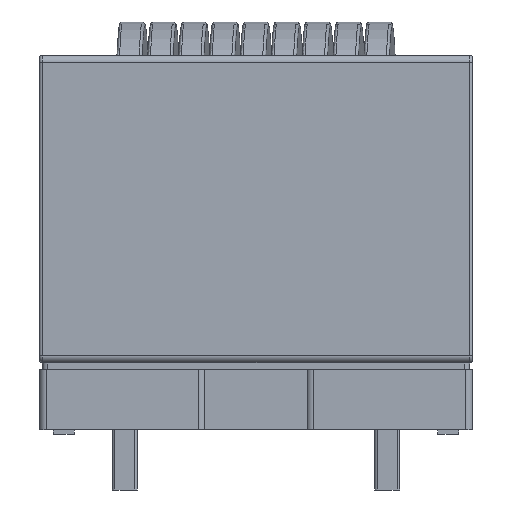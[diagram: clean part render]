
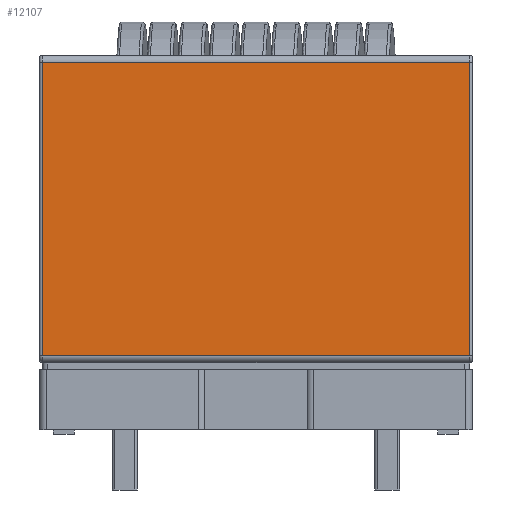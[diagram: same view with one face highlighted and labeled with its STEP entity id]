
A CAD part, left-side view. The second image highlights one B-rep face of the part: STEP entity #12107.
In plain terms, the highlighted planar face has unit normal (-1, 0, 0).
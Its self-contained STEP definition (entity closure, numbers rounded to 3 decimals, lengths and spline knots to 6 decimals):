
#1232=LINE('',#34176,#1967);
#1235=LINE('',#34184,#1970);
#1247=LINE('',#34210,#1982);
#1251=LINE('',#34238,#1986);
#1967=VECTOR('',#13716,1.);
#1970=VECTOR('',#13725,1.);
#1982=VECTOR('',#13749,1.);
#1986=VECTOR('',#13781,1.);
#3422=ORIENTED_EDGE('',*,*,#5523,.F.);
#3423=ORIENTED_EDGE('',*,*,#5505,.T.);
#3424=ORIENTED_EDGE('',*,*,#5509,.T.);
#3425=ORIENTED_EDGE('',*,*,#5535,.T.);
#5505=EDGE_CURVE('',#6579,#6580,#1232,.T.);
#5509=EDGE_CURVE('',#6580,#6584,#1235,.T.);
#5523=EDGE_CURVE('',#6579,#6592,#1247,.T.);
#5535=EDGE_CURVE('',#6584,#6592,#1251,.T.);
#6579=VERTEX_POINT('',#34165);
#6580=VERTEX_POINT('',#34170);
#6584=VERTEX_POINT('',#34185);
#6592=VERTEX_POINT('',#34211);
#7420=EDGE_LOOP('',(#3422,#3423,#3424,#3425));
#7967=FACE_BOUND('',#7420,.T.);
#8381=PLANE('',#12693);
#12107=ADVANCED_FACE('',(#7967),#8381,.T.);
#12693=AXIS2_PLACEMENT_3D('',#34237,#13779,#13780);
#13716=DIRECTION('',(0.,0.,-1.));
#13725=DIRECTION('',(0.,-1.,0.));
#13749=DIRECTION('',(0.,-1.,0.));
#13779=DIRECTION('',(-1.,0.,0.));
#13780=DIRECTION('',(0.,0.,1.));
#13781=DIRECTION('',(0.,0.,1.));
#34165=CARTESIAN_POINT('',(-0.0161,0.0153,0.02415));
#34170=CARTESIAN_POINT('',(-0.0161,0.0153,0.00315));
#34176=CARTESIAN_POINT('',(-0.0161,0.0153,0.00315));
#34184=CARTESIAN_POINT('',(-0.0161,0.0155,0.00315));
#34185=CARTESIAN_POINT('',(-0.0161,-0.0153,0.00315));
#34210=CARTESIAN_POINT('',(-0.0161,0.0155,0.02415));
#34211=CARTESIAN_POINT('',(-0.0161,-0.0153,0.02415));
#34237=CARTESIAN_POINT('',(-0.0161,0.0155,0.02465));
#34238=CARTESIAN_POINT('',(-0.0161,-0.0153,0.02415));
